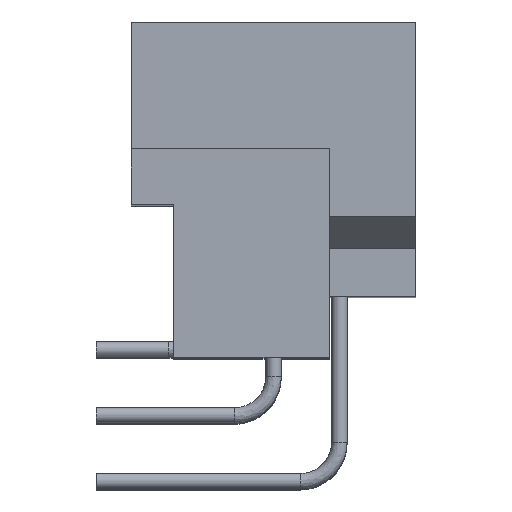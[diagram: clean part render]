
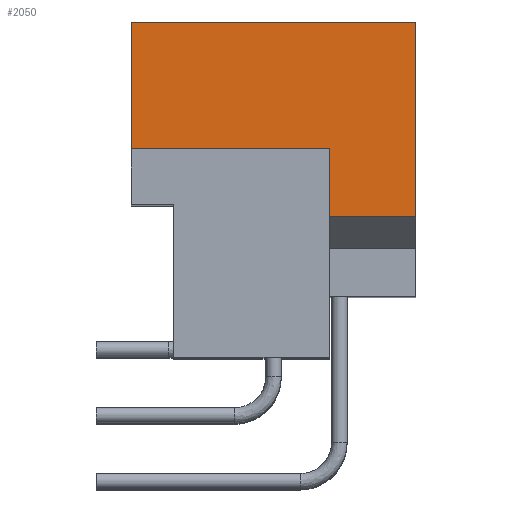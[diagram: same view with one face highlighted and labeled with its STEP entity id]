
A CAD part, top view. The second image highlights one B-rep face of the part: STEP entity #2050.
In plain terms, the highlighted planar face has unit normal (0, 0, 1).
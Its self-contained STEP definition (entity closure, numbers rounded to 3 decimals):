
#1372=LINE('',#7268,#1488);
#1377=LINE('',#7279,#1493);
#1398=LINE('',#7320,#1514);
#1402=LINE('',#7327,#1518);
#1406=LINE('',#7334,#1522);
#1409=LINE('',#7340,#1525);
#1488=VECTOR('',#5158,1.);
#1493=VECTOR('',#5165,1.);
#1514=VECTOR('',#5198,1.);
#1518=VECTOR('',#5204,1.);
#1522=VECTOR('',#5212,1.);
#1525=VECTOR('',#5217,1.);
#1723=PLANE('',#4476);
#1827=FACE_OUTER_BOUND('',#2777,.T.);
#2050=ADVANCED_FACE('',(#1827),#1723,.T.);
#2777=EDGE_LOOP('',(#3337,#3338,#3339,#3340,#3341,#3342));
#3337=ORIENTED_EDGE('',*,*,#3967,.T.);
#3338=ORIENTED_EDGE('',*,*,#3964,.T.);
#3339=ORIENTED_EDGE('',*,*,#3956,.T.);
#3340=ORIENTED_EDGE('',*,*,#3960,.F.);
#3341=ORIENTED_EDGE('',*,*,#3930,.F.);
#3342=ORIENTED_EDGE('',*,*,#3935,.F.);
#3649=VERTEX_POINT('',#7267);
#3650=VERTEX_POINT('',#7269);
#3654=VERTEX_POINT('',#7278);
#3668=VERTEX_POINT('',#7319);
#3669=VERTEX_POINT('',#7321);
#3672=VERTEX_POINT('',#7335);
#3930=EDGE_CURVE('',#3649,#3650,#1372,.T.);
#3935=EDGE_CURVE('',#3654,#3649,#1377,.T.);
#3956=EDGE_CURVE('',#3669,#3668,#1398,.T.);
#3960=EDGE_CURVE('',#3650,#3668,#1402,.T.);
#3964=EDGE_CURVE('',#3672,#3669,#1406,.T.);
#3967=EDGE_CURVE('',#3654,#3672,#1409,.T.);
#4476=AXIS2_PLACEMENT_3D('',#7341,#5218,#5219);
#5158=DIRECTION('',(1.,0.,0.));
#5165=DIRECTION('',(0.,1.,0.));
#5198=DIRECTION('',(1.,0.,0.));
#5204=DIRECTION('',(0.,-1.,0.));
#5212=DIRECTION('',(0.,-1.,0.));
#5217=DIRECTION('',(1.,0.,0.));
#5218=DIRECTION('',(0.,0.,1.));
#5219=DIRECTION('',(1.,0.,0.));
#7267=CARTESIAN_POINT('',(-1.65,10.6,31.6));
#7268=CARTESIAN_POINT('',(-1.65,10.6,31.6));
#7269=CARTESIAN_POINT('',(9.35,10.6,31.6));
#7278=CARTESIAN_POINT('',(-1.65,5.7,31.6));
#7279=CARTESIAN_POINT('',(-1.65,5.7,31.6));
#7319=CARTESIAN_POINT('',(9.35,3.092,31.6));
#7320=CARTESIAN_POINT('',(6.,3.092,31.6));
#7321=CARTESIAN_POINT('',(6.,3.092,31.6));
#7327=CARTESIAN_POINT('',(9.35,10.6,31.6));
#7334=CARTESIAN_POINT('',(6.,5.7,31.6));
#7335=CARTESIAN_POINT('',(6.,5.7,31.6));
#7340=CARTESIAN_POINT('',(-1.65,5.7,31.6));
#7341=CARTESIAN_POINT('',(-2.2,2.73,31.6));
